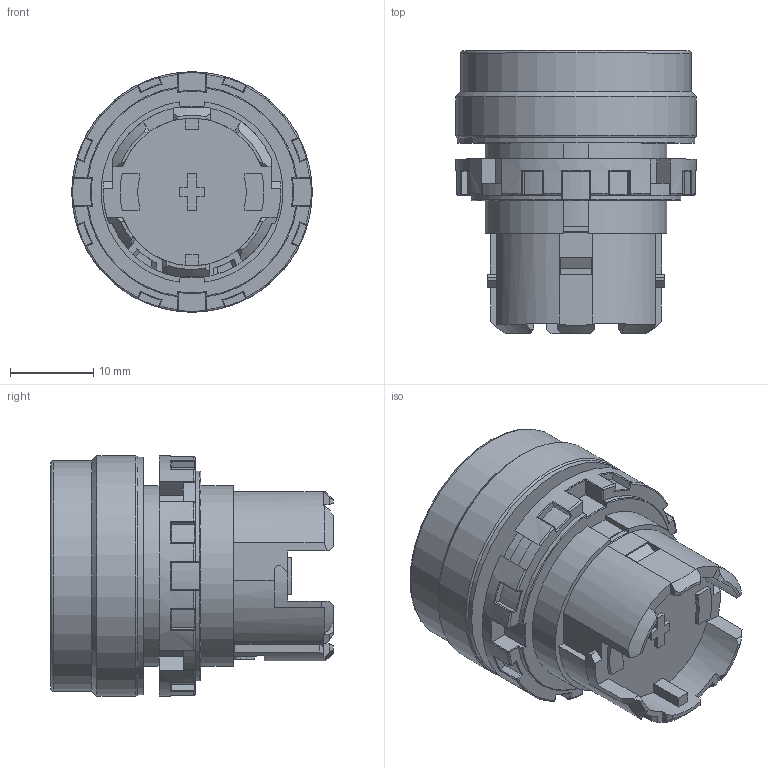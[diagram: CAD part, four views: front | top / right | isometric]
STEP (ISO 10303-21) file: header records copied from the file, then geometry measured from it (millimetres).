
FILE_DESCRIPTION( ( 'Unknown' ), '1' );
FILE_NAME( 'A204B-M1Ex-Solid3D-20180706.stp', 'Unknown', ( 'Unknown' ), ( 'Unknown' ), 'XStep 1.0', 'Unknown', ' ' );
FILE_SCHEMA( ( 'automotive_design' ) );
Length unit declared in the file: millimetre
Products named in the file (1): BA20LM0105-A20L本體(復歸+金2
Bounding box: 28.8 x 33.9 x 28.8 mm (x, y, z)
Volume: 14397.5 mm3; surface area: 4911.9 mm2
Topology: 1 solids, 1 shells, 421 faces, 1111 edges, 698 vertices
Faces by surface type: plane 196, cylinder 126, torus 48, bspline 25, extrusion 10, sphere 9, cone 7
Full cylindrical faces by diameter (mm): 24 x1, 27.6 x1, 28.5 x1, 28.8 x1
Entity records: 17494 total; most frequent: CARTESIAN_POINT 3859, ORIENTED_EDGE 2172, DIRECTION 2137, EDGE_CURVE 1086, AXIS2_PLACEMENT_3D 782, VERTEX_POINT 692, VECTOR 573, LINE 563
